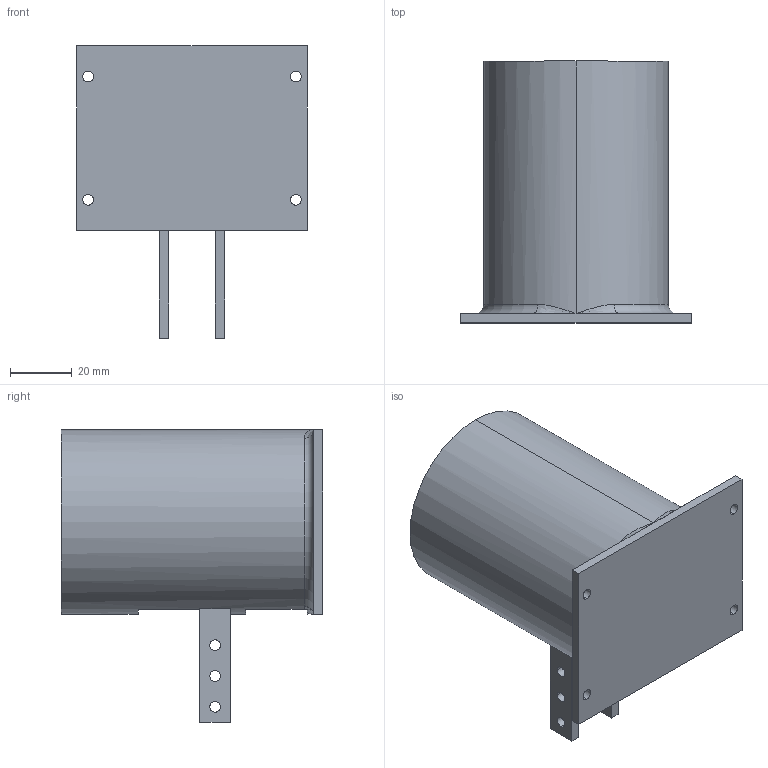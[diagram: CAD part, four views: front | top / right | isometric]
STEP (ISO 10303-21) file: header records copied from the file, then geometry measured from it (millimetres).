
FILE_DESCRIPTION (( 'STEP AP203' ), '1' );
FILE_NAME ('arm attachment new1.STEP', '2025-03-23T12:17:48', ( '' ), ( '' ), 'SwSTEP 2.0', 'SolidWorks 2022', '' );
FILE_SCHEMA (( 'CONFIG_CONTROL_DESIGN' ));
Length unit declared in the file: millimetre
Products named in the file (1): arm attachment new1
Bounding box: 75 x 85 x 95 mm (x, y, z)
Volume: 121908 mm3; surface area: 52109.4 mm2
Topology: 1 solids, 1 shells, 61 faces, 180 edges, 115 vertices
Faces by surface type: cylinder 30, plane 25, bspline 4, torus 2
Entity records: 2328 total; most frequent: CARTESIAN_POINT 563, DIRECTION 357, ORIENTED_EDGE 352, EDGE_CURVE 176, AXIS2_PLACEMENT_3D 133, VERTEX_POINT 115, VECTOR 91, LINE 91
